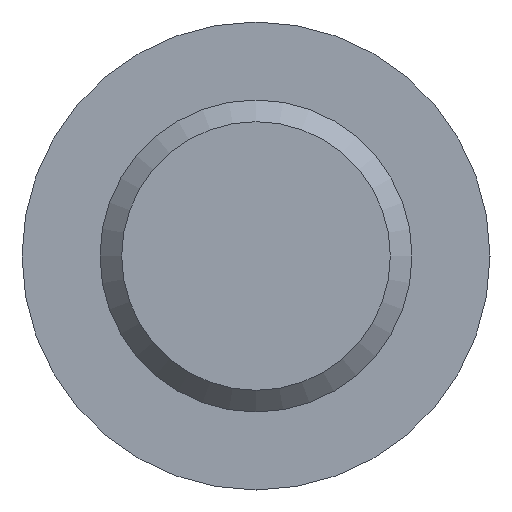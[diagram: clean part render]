
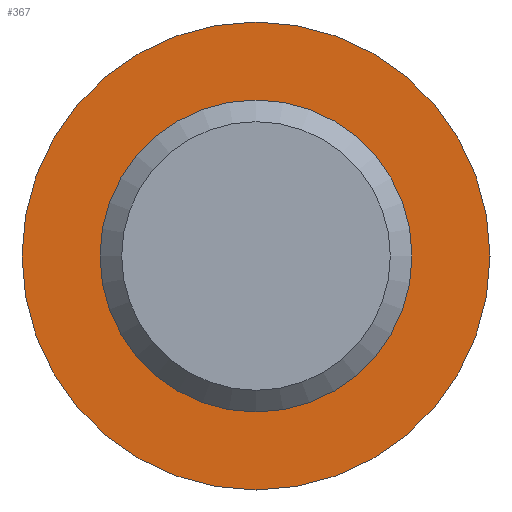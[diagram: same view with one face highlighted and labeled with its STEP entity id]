
A CAD part, front view. The second image highlights one B-rep face of the part: STEP entity #367.
In plain terms, the highlighted planar face has unit normal (0, -1, 0).
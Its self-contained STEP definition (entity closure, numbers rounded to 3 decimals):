
#20 = CIRCLE ( 'NONE', #357, 13.5 ) ;
#32 = EDGE_CURVE ( 'NONE', #424, #424, #51, .T. ) ;
#51 = CIRCLE ( 'NONE', #76, 9. ) ;
#63 = FACE_BOUND ( 'NONE', #248, .T. ) ;
#68 = PLANE ( 'NONE',  #498 ) ;
#76 = AXIS2_PLACEMENT_3D ( 'NONE', #320, #314, #221 ) ;
#82 = DIRECTION ( 'NONE',  ( 0., -1., 0. ) ) ;
#101 = DIRECTION ( 'NONE',  ( 0., 0., 1. ) ) ;
#123 = CARTESIAN_POINT ( 'NONE',  ( 0., 140., 0. ) ) ;
#221 = DIRECTION ( 'NONE',  ( 0., 0., -1. ) ) ;
#223 = ORIENTED_EDGE ( 'NONE', *, *, #486, .T. ) ;
#246 = ORIENTED_EDGE ( 'NONE', *, *, #32, .F. ) ;
#248 = EDGE_LOOP ( 'NONE', ( #246 ) ) ;
#303 = CARTESIAN_POINT ( 'NONE',  ( 0., 140., -9. ) ) ;
#314 = DIRECTION ( 'NONE',  ( 0., -1., 0. ) ) ;
#320 = CARTESIAN_POINT ( 'NONE',  ( 0., 140., 0. ) ) ;
#332 = FACE_OUTER_BOUND ( 'NONE', #451, .T. ) ;
#357 = AXIS2_PLACEMENT_3D ( 'NONE', #123, #82, #420 ) ;
#367 = ADVANCED_FACE ( 'NONE', ( #63, #332 ), #68, .F. ) ;
#398 = CARTESIAN_POINT ( 'NONE',  ( 0., 140., -13.5 ) ) ;
#409 = DIRECTION ( 'NONE',  ( 0., 1., 0. ) ) ;
#420 = DIRECTION ( 'NONE',  ( 0., 0., -1. ) ) ;
#424 = VERTEX_POINT ( 'NONE', #303 ) ;
#451 = EDGE_LOOP ( 'NONE', ( #223 ) ) ;
#461 = CARTESIAN_POINT ( 'NONE',  ( -9., 140., 0. ) ) ;
#486 = EDGE_CURVE ( 'NONE', #518, #518, #20, .T. ) ;
#498 = AXIS2_PLACEMENT_3D ( 'NONE', #461, #409, #101 ) ;
#518 = VERTEX_POINT ( 'NONE', #398 ) ;
